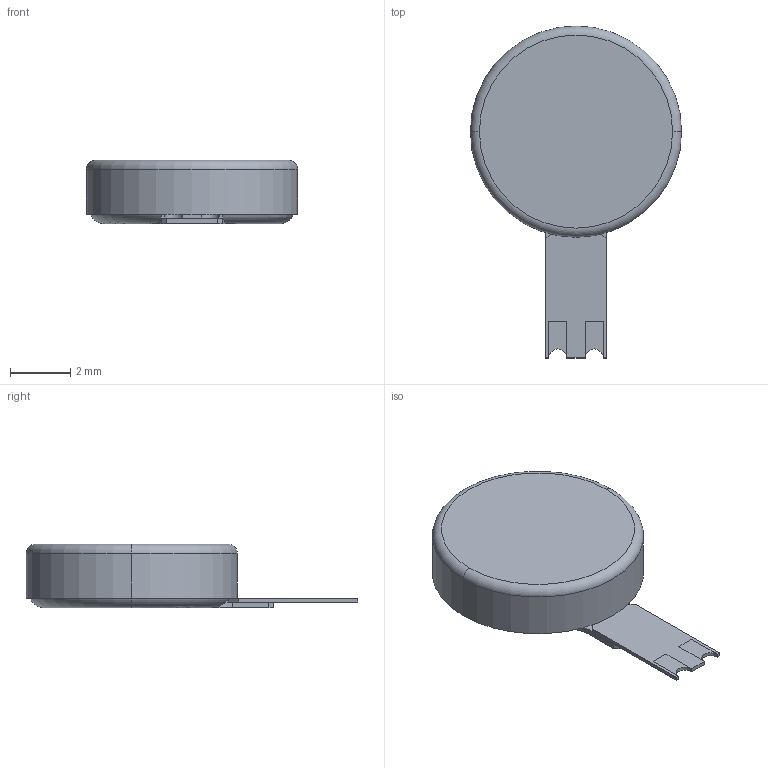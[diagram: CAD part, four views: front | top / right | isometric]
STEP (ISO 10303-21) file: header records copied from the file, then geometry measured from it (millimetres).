
FILE_DESCRIPTION(('FreeCAD Model'),'2;1');
FILE_NAME('Open CASCADE Shape Model','2021-08-16T13:59:38',( 'kicad StepUp'),('ksu MCAD'),'Open CASCADE STEP processor 7.4', 'FreeCAD','Unknown');
FILE_SCHEMA(('AUTOMOTIVE_DESIGN { 1 0 10303 214 1 1 1 1 }'));
Length unit declared in the file: millimetre
Products named in the file (1): C0720B001F
Bounding box: 7 x 11 x 2.1 mm (x, y, z)
Volume: 16.3 mm3; surface area: 258.4 mm2
Topology: 5 solids, 5 shells, 59 faces, 138 edges, 90 vertices
Faces by surface type: plane 39, torus 10, cylinder 10
Entity records: 2185 total; most frequent: CARTESIAN_POINT 330, DIRECTION 296, ORIENTED_EDGE 276, EDGE_CURVE 138, AXIS2_PLACEMENT_3D 104, VERTEX_POINT 90, LINE 88, VECTOR 88
